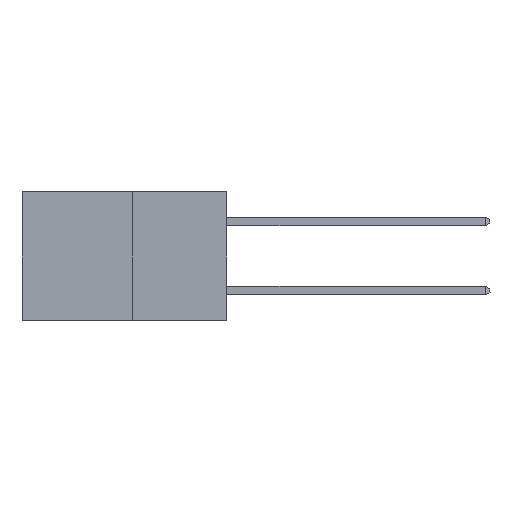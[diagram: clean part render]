
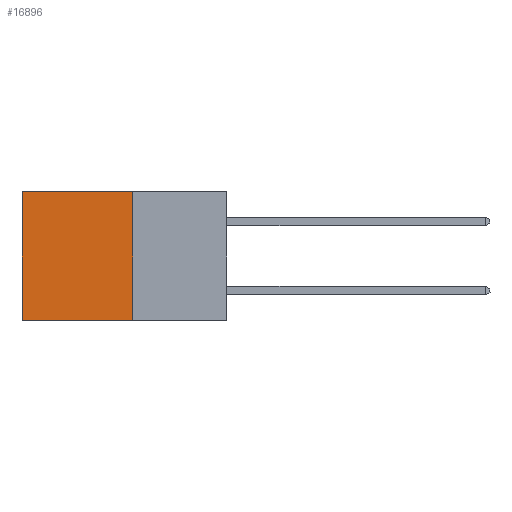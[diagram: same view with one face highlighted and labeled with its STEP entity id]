
A CAD part, left-side view. The second image highlights one B-rep face of the part: STEP entity #16896.
In plain terms, the highlighted planar face has unit normal (-1, 0, 0).
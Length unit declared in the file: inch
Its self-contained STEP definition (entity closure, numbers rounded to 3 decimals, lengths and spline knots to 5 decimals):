
#538 = EDGE_CURVE ( 'NONE', #5283, #18309, #12496, .T. ) ;
#583 = CARTESIAN_POINT ( 'NONE',  ( 0.277, 0.27, -0.37 ) ) ;
#853 = ORIENTED_EDGE ( 'NONE', *, *, #538, .F. ) ;
#1501 = PLANE ( 'NONE',  #29396 ) ;
#2946 = VECTOR ( 'NONE', #5819, 39.37008 ) ;
#3414 = LINE ( 'NONE', #583, #14683 ) ;
#3963 = DIRECTION ( 'NONE',  ( 1., 0., 0. ) ) ;
#4134 = CARTESIAN_POINT ( 'NONE',  ( 0.277, 0.59, 0. ) ) ;
#4172 = DIRECTION ( 'NONE',  ( 0., 0., -1. ) ) ;
#5283 = VERTEX_POINT ( 'NONE', #27776 ) ;
#5343 = VECTOR ( 'NONE', #21809, 39.37008 ) ;
#5819 = DIRECTION ( 'NONE',  ( 0., 0., -1. ) ) ;
#6105 = VECTOR ( 'NONE', #4172, 39.37008 ) ;
#6289 = ORIENTED_EDGE ( 'NONE', *, *, #19669, .F. ) ;
#7678 = ORIENTED_EDGE ( 'NONE', *, *, #17501, .T. ) ;
#10342 = CARTESIAN_POINT ( 'NONE',  ( 0.277, 0.59, -0.37 ) ) ;
#11743 = LINE ( 'NONE', #26500, #5343 ) ;
#12496 = LINE ( 'NONE', #25288, #6105 ) ;
#14650 = FACE_OUTER_BOUND ( 'NONE', #26000, .T. ) ;
#14683 = VECTOR ( 'NONE', #19888, 39.37008 ) ;
#15183 = EDGE_CURVE ( 'NONE', #5283, #17643, #11743, .T. ) ;
#15550 = CARTESIAN_POINT ( 'NONE',  ( 0.277, 0.27, -0.37 ) ) ;
#15608 = CARTESIAN_POINT ( 'NONE',  ( 0.277, 0.59, -0.37 ) ) ;
#16896 = ADVANCED_FACE ( 'NONE', ( #14650 ), #1501, .F. ) ;
#17501 = EDGE_CURVE ( 'NONE', #17643, #29707, #22131, .T. ) ;
#17643 = VERTEX_POINT ( 'NONE', #4134 ) ;
#18309 = VERTEX_POINT ( 'NONE', #15550 ) ;
#19669 = EDGE_CURVE ( 'NONE', #18309, #29707, #3414, .T. ) ;
#19888 = DIRECTION ( 'NONE',  ( 0., 1., 0. ) ) ;
#20774 = DIRECTION ( 'NONE',  ( 0., 0., -1. ) ) ;
#21809 = DIRECTION ( 'NONE',  ( 0., 1., 0. ) ) ;
#22131 = LINE ( 'NONE', #15608, #2946 ) ;
#23491 = ORIENTED_EDGE ( 'NONE', *, *, #15183, .T. ) ;
#25288 = CARTESIAN_POINT ( 'NONE',  ( 0.277, 0.27, -0.37 ) ) ;
#25491 = CARTESIAN_POINT ( 'NONE',  ( 0.277, 0.27, -0.37 ) ) ;
#26000 = EDGE_LOOP ( 'NONE', ( #7678, #6289, #853, #23491 ) ) ;
#26500 = CARTESIAN_POINT ( 'NONE',  ( 0.277, 0.27, 0. ) ) ;
#27776 = CARTESIAN_POINT ( 'NONE',  ( 0.277, 0.27, 0. ) ) ;
#29396 = AXIS2_PLACEMENT_3D ( 'NONE', #25491, #3963, #20774 ) ;
#29707 = VERTEX_POINT ( 'NONE', #10342 ) ;
